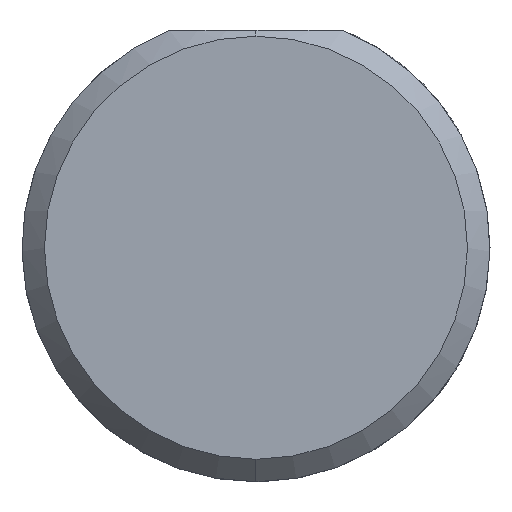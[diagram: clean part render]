
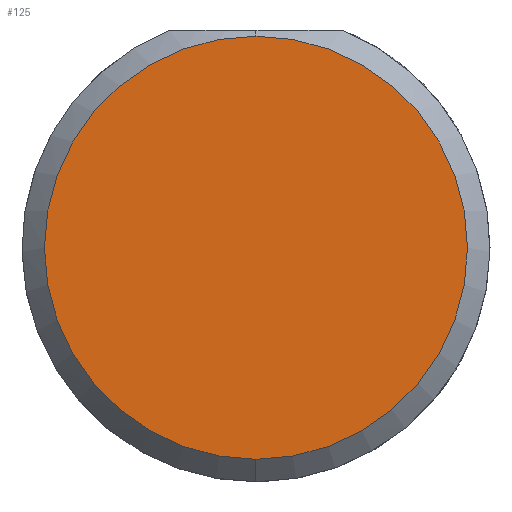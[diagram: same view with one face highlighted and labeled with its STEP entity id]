
A CAD part, left-side view. The second image highlights one B-rep face of the part: STEP entity #125.
In plain terms, the highlighted planar face has unit normal (-1, 0, 0).
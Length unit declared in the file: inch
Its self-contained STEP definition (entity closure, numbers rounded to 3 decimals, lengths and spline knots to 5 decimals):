
#125 = ADVANCED_FACE ( 'NONE', ( #525 ), #292, .F. ) ;
#134 = DIRECTION ( 'NONE',  ( 0., 0., -1. ) ) ;
#146 = AXIS2_PLACEMENT_3D ( 'NONE', #480, #714, #785 ) ;
#161 = EDGE_LOOP ( 'NONE', ( #882, #460 ) ) ;
#176 = VERTEX_POINT ( 'NONE', #950 ) ;
#184 = CARTESIAN_POINT ( 'NONE',  ( 0., 0., 0. ) ) ;
#196 = AXIS2_PLACEMENT_3D ( 'NONE', #184, #840, #833 ) ;
#292 = PLANE ( 'NONE',  #302 ) ;
#302 = AXIS2_PLACEMENT_3D ( 'NONE', #591, #870, #134 ) ;
#416 = EDGE_CURVE ( 'NONE', #176, #478, #585, .T. ) ;
#443 = EDGE_CURVE ( 'NONE', #478, #176, #572, .T. ) ;
#460 = ORIENTED_EDGE ( 'NONE', *, *, #443, .T. ) ;
#478 = VERTEX_POINT ( 'NONE', #485 ) ;
#480 = CARTESIAN_POINT ( 'NONE',  ( 0., 0., 0. ) ) ;
#485 = CARTESIAN_POINT ( 'NONE',  ( 0., 0., 0.1411 ) ) ;
#525 = FACE_OUTER_BOUND ( 'NONE', #161, .T. ) ;
#572 = CIRCLE ( 'NONE', #146, 0.1411 ) ;
#585 = CIRCLE ( 'NONE', #196, 0.1411 ) ;
#591 = CARTESIAN_POINT ( 'NONE',  ( 0., 0., 0. ) ) ;
#714 = DIRECTION ( 'NONE',  ( -1., 0., 0. ) ) ;
#785 = DIRECTION ( 'NONE',  ( 0., 0., -1. ) ) ;
#833 = DIRECTION ( 'NONE',  ( 0., 0., -1. ) ) ;
#840 = DIRECTION ( 'NONE',  ( -1., 0., 0. ) ) ;
#870 = DIRECTION ( 'NONE',  ( 1., 0., 0. ) ) ;
#882 = ORIENTED_EDGE ( 'NONE', *, *, #416, .T. ) ;
#950 = CARTESIAN_POINT ( 'NONE',  ( 0., 0., -0.1411 ) ) ;
